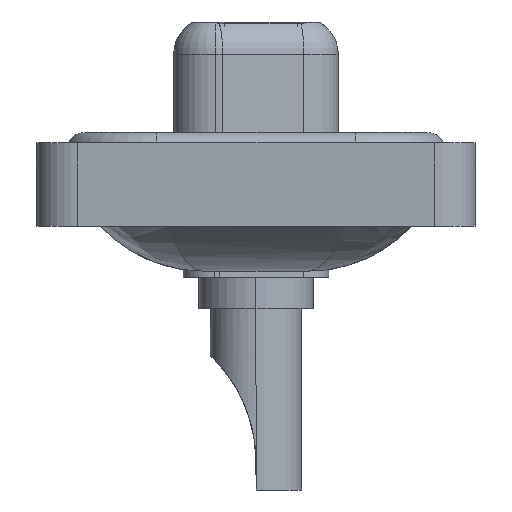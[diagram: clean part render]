
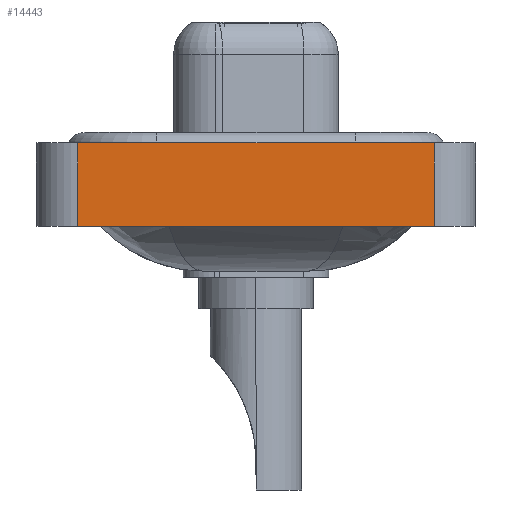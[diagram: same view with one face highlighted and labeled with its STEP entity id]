
A CAD part, left-side view. The second image highlights one B-rep face of the part: STEP entity #14443.
In plain terms, the highlighted planar face has unit normal (-1, 0, 0).
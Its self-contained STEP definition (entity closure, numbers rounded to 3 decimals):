
#1202 = DIRECTION ( 'NONE',  ( 0., 0., 1. ) ) ;
#2183 = VECTOR ( 'NONE', #2452, 1000. ) ;
#2278 = DIRECTION ( 'NONE',  ( 0., -1., 0. ) ) ;
#2452 = DIRECTION ( 'NONE',  ( 0., 0., 1. ) ) ;
#2516 = CARTESIAN_POINT ( 'NONE',  ( -7.35, -8.55, -3.6 ) ) ;
#3320 = ORIENTED_EDGE ( 'NONE', *, *, #5004, .T. ) ;
#3866 = CARTESIAN_POINT ( 'NONE',  ( -7.35, 8.55, -3.6 ) ) ;
#3913 = CARTESIAN_POINT ( 'NONE',  ( -7.35, -8.55, 0.4 ) ) ;
#4118 = AXIS2_PLACEMENT_3D ( 'NONE', #9603, #9720, #1202 ) ;
#4179 = EDGE_CURVE ( 'NONE', #18223, #17495, #13710, .T. ) ;
#4590 = VECTOR ( 'NONE', #16380, 1000. ) ;
#5004 = EDGE_CURVE ( 'NONE', #16607, #17495, #8064, .T. ) ;
#5574 = LINE ( 'NONE', #3866, #2183 ) ;
#6154 = PLANE ( 'NONE',  #4118 ) ;
#6808 = CARTESIAN_POINT ( 'NONE',  ( -7.35, -8.55, 0.4 ) ) ;
#8064 = LINE ( 'NONE', #12809, #4590 ) ;
#9086 = DIRECTION ( 'NONE',  ( 0., -1., 0. ) ) ;
#9506 = FACE_OUTER_BOUND ( 'NONE', #17158, .T. ) ;
#9603 = CARTESIAN_POINT ( 'NONE',  ( -7.35, -8.55, -3.6 ) ) ;
#9720 = DIRECTION ( 'NONE',  ( -1., 0., 0. ) ) ;
#10001 = EDGE_CURVE ( 'NONE', #14685, #16607, #15567, .T. ) ;
#11101 = VECTOR ( 'NONE', #2278, 1000. ) ;
#12019 = CARTESIAN_POINT ( 'NONE',  ( -7.35, 8.55, 0.4 ) ) ;
#12048 = CARTESIAN_POINT ( 'NONE',  ( -7.35, -8.55, -3.6 ) ) ;
#12809 = CARTESIAN_POINT ( 'NONE',  ( -7.35, -8.55, -3.6 ) ) ;
#13710 = LINE ( 'NONE', #6808, #11101 ) ;
#14356 = VECTOR ( 'NONE', #9086, 1000. ) ;
#14443 = ADVANCED_FACE ( 'NONE', ( #9506 ), #6154, .T. ) ;
#14685 = VERTEX_POINT ( 'NONE', #21302 ) ;
#15567 = LINE ( 'NONE', #2516, #14356 ) ;
#16380 = DIRECTION ( 'NONE',  ( 0., 0., 1. ) ) ;
#16571 = ORIENTED_EDGE ( 'NONE', *, *, #4179, .F. ) ;
#16607 = VERTEX_POINT ( 'NONE', #12048 ) ;
#17158 = EDGE_LOOP ( 'NONE', ( #3320, #16571, #17596, #18349 ) ) ;
#17495 = VERTEX_POINT ( 'NONE', #3913 ) ;
#17596 = ORIENTED_EDGE ( 'NONE', *, *, #17817, .F. ) ;
#17817 = EDGE_CURVE ( 'NONE', #14685, #18223, #5574, .T. ) ;
#18223 = VERTEX_POINT ( 'NONE', #12019 ) ;
#18349 = ORIENTED_EDGE ( 'NONE', *, *, #10001, .T. ) ;
#21302 = CARTESIAN_POINT ( 'NONE',  ( -7.35, 8.55, -3.6 ) ) ;
